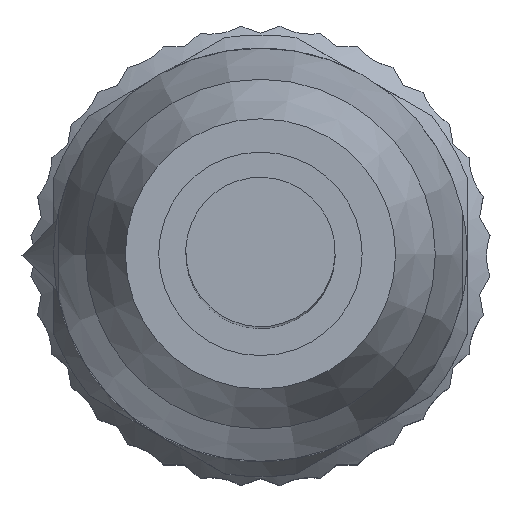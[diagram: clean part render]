
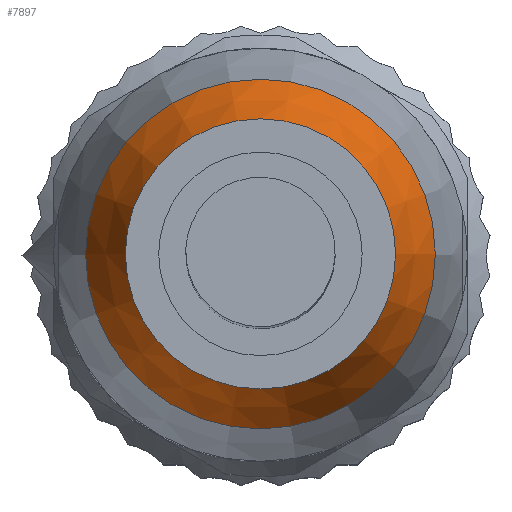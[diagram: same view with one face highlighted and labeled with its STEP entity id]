
A CAD part, top view. The second image highlights one B-rep face of the part: STEP entity #7897.
In plain terms, the highlighted conical face has half-angle 22.62 degrees and reference radius 4.875 mm.
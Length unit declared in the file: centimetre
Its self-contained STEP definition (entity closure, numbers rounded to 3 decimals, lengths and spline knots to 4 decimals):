
#599=CONICAL_SURFACE('',#8645,0.4875,0.395);
#1203=FACE_OUTER_BOUND('',#1667,.T.);
#1667=EDGE_LOOP('',(#7130,#7131,#7132,#7133));
#2235=LINE('',#14280,#2796);
#2796=VECTOR('',#10617,0.4875);
#3094=CIRCLE('',#8644,0.55);
#3095=CIRCLE('',#8646,0.425);
#3834=VERTEX_POINT('',#14276);
#3835=VERTEX_POINT('',#14279);
#4938=EDGE_CURVE('',#3834,#3834,#3094,.T.);
#4939=EDGE_CURVE('',#3834,#3835,#2235,.T.);
#4940=EDGE_CURVE('',#3835,#3835,#3095,.T.);
#7130=ORIENTED_EDGE('',*,*,#4938,.F.);
#7131=ORIENTED_EDGE('',*,*,#4939,.T.);
#7132=ORIENTED_EDGE('',*,*,#4940,.T.);
#7133=ORIENTED_EDGE('',*,*,#4939,.F.);
#7897=ADVANCED_FACE('',(#1203),#599,.T.);
#8644=AXIS2_PLACEMENT_3D('',#14277,#10613,#10614);
#8645=AXIS2_PLACEMENT_3D('',#14278,#10615,#10616);
#8646=AXIS2_PLACEMENT_3D('',#14281,#10618,#10619);
#10613=DIRECTION('center_axis',(0.,0.,-1.));
#10614=DIRECTION('ref_axis',(1.,0.,0.));
#10615=DIRECTION('center_axis',(0.,0.,-1.));
#10616=DIRECTION('ref_axis',(1.,0.,0.));
#10617=DIRECTION('',(0.385,0.,0.923));
#10618=DIRECTION('center_axis',(0.,0.,-1.));
#10619=DIRECTION('ref_axis',(1.,0.,0.));
#14276=CARTESIAN_POINT('',(-0.55,0.,2.77));
#14277=CARTESIAN_POINT('Origin',(0.,0.,
2.77));
#14278=CARTESIAN_POINT('Origin',(0.,0.,
2.92));
#14279=CARTESIAN_POINT('',(-0.425,0.,3.07));
#14280=CARTESIAN_POINT('',(-0.4875,0.,2.92));
#14281=CARTESIAN_POINT('Origin',(0.,0.,
3.07));
